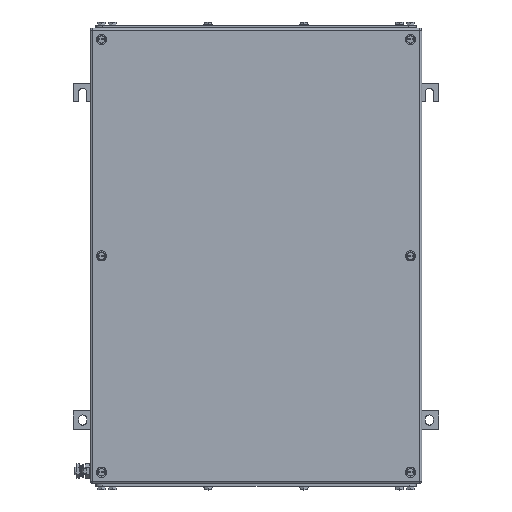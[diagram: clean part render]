
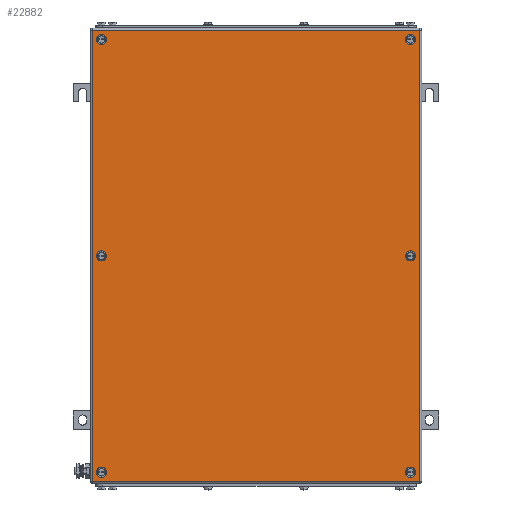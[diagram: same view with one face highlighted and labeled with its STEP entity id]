
A CAD part, top view. The second image highlights one B-rep face of the part: STEP entity #22882.
In plain terms, the highlighted planar face has unit normal (0, 0, 1).
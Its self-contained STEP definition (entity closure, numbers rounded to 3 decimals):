
#22720=AXIS2_PLACEMENT_3D('Circle Axis2P3D',#22718,#22719,$) ;
#22747=AXIS2_PLACEMENT_3D('Plane Axis2P3D',#22744,#22745,#22746) ;
#22785=AXIS2_PLACEMENT_3D('Circle Axis2P3D',#22783,#22784,$) ;
#22794=AXIS2_PLACEMENT_3D('Circle Axis2P3D',#22792,#22793,$) ;
#22803=AXIS2_PLACEMENT_3D('Circle Axis2P3D',#22801,#22802,$) ;
#22812=AXIS2_PLACEMENT_3D('Circle Axis2P3D',#22810,#22811,$) ;
#22821=AXIS2_PLACEMENT_3D('Circle Axis2P3D',#22819,#22820,$) ;
#22830=AXIS2_PLACEMENT_3D('Circle Axis2P3D',#22828,#22829,$) ;
#22839=AXIS2_PLACEMENT_3D('Circle Axis2P3D',#22837,#22838,$) ;
#22848=AXIS2_PLACEMENT_3D('Circle Axis2P3D',#22846,#22847,$) ;
#22857=AXIS2_PLACEMENT_3D('Circle Axis2P3D',#22855,#22856,$) ;
#22866=AXIS2_PLACEMENT_3D('Circle Axis2P3D',#22864,#22865,$) ;
#22875=AXIS2_PLACEMENT_3D('Circle Axis2P3D',#22873,#22874,$) ;
#22715=CARTESIAN_POINT('Vertex',(41.5,321.,203.5)) ;
#22718=CARTESIAN_POINT('Axis2P3D Location',(38.,321.,203.5)) ;
#22722=CARTESIAN_POINT('Vertex',(34.5,321.,203.5)) ;
#22744=CARTESIAN_POINT('Axis2P3D Location',(250.5,321.,203.5)) ;
#22749=CARTESIAN_POINT('Line Origine',(250.5,630.5,203.5)) ;
#22753=CARTESIAN_POINT('Vertex',(475.,630.5,203.5)) ;
#22755=CARTESIAN_POINT('Vertex',(26.,630.5,203.5)) ;
#22758=CARTESIAN_POINT('Line Origine',(26.,321.,203.5)) ;
#22762=CARTESIAN_POINT('Vertex',(26.,11.5,203.5)) ;
#22765=CARTESIAN_POINT('Line Origine',(250.5,11.5,203.5)) ;
#22769=CARTESIAN_POINT('Vertex',(475.,11.5,203.5)) ;
#22772=CARTESIAN_POINT('Line Origine',(475.,321.,203.5)) ;
#22783=CARTESIAN_POINT('Axis2P3D Location',(38.,321.,203.5)) ;
#22792=CARTESIAN_POINT('Axis2P3D Location',(463.,321.,203.5)) ;
#22796=CARTESIAN_POINT('Vertex',(466.5,321.,203.5)) ;
#22798=CARTESIAN_POINT('Vertex',(459.5,321.,203.5)) ;
#22801=CARTESIAN_POINT('Axis2P3D Location',(463.,321.,203.5)) ;
#22810=CARTESIAN_POINT('Axis2P3D Location',(38.,618.5,203.5)) ;
#22814=CARTESIAN_POINT('Vertex',(34.5,618.5,203.5)) ;
#22816=CARTESIAN_POINT('Vertex',(41.5,618.5,203.5)) ;
#22819=CARTESIAN_POINT('Axis2P3D Location',(38.,618.5,203.5)) ;
#22828=CARTESIAN_POINT('Axis2P3D Location',(38.,23.5,203.5)) ;
#22832=CARTESIAN_POINT('Vertex',(34.5,23.5,203.5)) ;
#22834=CARTESIAN_POINT('Vertex',(41.5,23.5,203.5)) ;
#22837=CARTESIAN_POINT('Axis2P3D Location',(38.,23.5,203.5)) ;
#22846=CARTESIAN_POINT('Axis2P3D Location',(463.,23.5,203.5)) ;
#22850=CARTESIAN_POINT('Vertex',(466.5,23.5,203.5)) ;
#22852=CARTESIAN_POINT('Vertex',(459.5,23.5,203.5)) ;
#22855=CARTESIAN_POINT('Axis2P3D Location',(463.,23.5,203.5)) ;
#22864=CARTESIAN_POINT('Axis2P3D Location',(463.,618.5,203.5)) ;
#22868=CARTESIAN_POINT('Vertex',(466.5,618.5,203.5)) ;
#22870=CARTESIAN_POINT('Vertex',(459.5,618.5,203.5)) ;
#22873=CARTESIAN_POINT('Axis2P3D Location',(463.,618.5,203.5)) ;
#22719=DIRECTION('Axis2P3D Direction',(0.,0.,1.)) ;
#22745=DIRECTION('Axis2P3D Direction',(0.,0.,1.)) ;
#22746=DIRECTION('Axis2P3D XDirection',(1.,0.,0.)) ;
#22750=DIRECTION('Vector Direction',(1.,0.,0.)) ;
#22759=DIRECTION('Vector Direction',(0.,-1.,0.)) ;
#22766=DIRECTION('Vector Direction',(1.,0.,0.)) ;
#22773=DIRECTION('Vector Direction',(0.,1.,0.)) ;
#22784=DIRECTION('Axis2P3D Direction',(0.,0.,1.)) ;
#22793=DIRECTION('Axis2P3D Direction',(0.,0.,1.)) ;
#22802=DIRECTION('Axis2P3D Direction',(0.,0.,1.)) ;
#22811=DIRECTION('Axis2P3D Direction',(0.,0.,1.)) ;
#22820=DIRECTION('Axis2P3D Direction',(0.,0.,1.)) ;
#22829=DIRECTION('Axis2P3D Direction',(0.,0.,1.)) ;
#22838=DIRECTION('Axis2P3D Direction',(0.,0.,1.)) ;
#22847=DIRECTION('Axis2P3D Direction',(0.,0.,1.)) ;
#22856=DIRECTION('Axis2P3D Direction',(0.,0.,1.)) ;
#22865=DIRECTION('Axis2P3D Direction',(0.,0.,1.)) ;
#22874=DIRECTION('Axis2P3D Direction',(0.,0.,1.)) ;
#22751=VECTOR('Line Direction',#22750,1.) ;
#22760=VECTOR('Line Direction',#22759,1.) ;
#22767=VECTOR('Line Direction',#22766,1.) ;
#22774=VECTOR('Line Direction',#22773,1.) ;
#22778=ORIENTED_EDGE('',*,*,#22757,.T.) ;
#22779=ORIENTED_EDGE('',*,*,#22764,.T.) ;
#22780=ORIENTED_EDGE('',*,*,#22771,.T.) ;
#22781=ORIENTED_EDGE('',*,*,#22776,.T.) ;
#22789=ORIENTED_EDGE('',*,*,#22787,.F.) ;
#22790=ORIENTED_EDGE('',*,*,#22724,.F.) ;
#22807=ORIENTED_EDGE('',*,*,#22800,.F.) ;
#22808=ORIENTED_EDGE('',*,*,#22805,.F.) ;
#22825=ORIENTED_EDGE('',*,*,#22818,.F.) ;
#22826=ORIENTED_EDGE('',*,*,#22823,.F.) ;
#22843=ORIENTED_EDGE('',*,*,#22836,.F.) ;
#22844=ORIENTED_EDGE('',*,*,#22841,.F.) ;
#22861=ORIENTED_EDGE('',*,*,#22854,.F.) ;
#22862=ORIENTED_EDGE('',*,*,#22859,.F.) ;
#22879=ORIENTED_EDGE('',*,*,#22872,.F.) ;
#22880=ORIENTED_EDGE('',*,*,#22877,.F.) ;
#22791=FACE_BOUND('',#22788,.T.) ;
#22809=FACE_BOUND('',#22806,.T.) ;
#22827=FACE_BOUND('',#22824,.T.) ;
#22845=FACE_BOUND('',#22842,.T.) ;
#22863=FACE_BOUND('',#22860,.T.) ;
#22881=FACE_BOUND('',#22878,.T.) ;
#22882=ADVANCED_FACE('ZUB_KTB_FS_624520_2GP_AllCATPart.2\\ZUB_DE_KTB_FS.1\\DE_KTB_MH_PART_MASTER.1\\Koerper.2',(#22782,#22791,#22809,#22827,#22845,#22863,#22881),#22748,.T.) ;
#22721=CIRCLE('generated circle',#22720,3.5) ;
#22786=CIRCLE('generated circle',#22785,3.5) ;
#22795=CIRCLE('generated circle',#22794,3.5) ;
#22804=CIRCLE('generated circle',#22803,3.5) ;
#22813=CIRCLE('generated circle',#22812,3.5) ;
#22822=CIRCLE('generated circle',#22821,3.5) ;
#22831=CIRCLE('generated circle',#22830,3.5) ;
#22840=CIRCLE('generated circle',#22839,3.5) ;
#22849=CIRCLE('generated circle',#22848,3.5) ;
#22858=CIRCLE('generated circle',#22857,3.5) ;
#22867=CIRCLE('generated circle',#22866,3.5) ;
#22876=CIRCLE('generated circle',#22875,3.5) ;
#22724=EDGE_CURVE('',#22716,#22723,#22721,.T.) ;
#22757=EDGE_CURVE('',#22754,#22756,#22752,.F.) ;
#22764=EDGE_CURVE('',#22756,#22763,#22761,.T.) ;
#22771=EDGE_CURVE('',#22763,#22770,#22768,.T.) ;
#22776=EDGE_CURVE('',#22770,#22754,#22775,.T.) ;
#22787=EDGE_CURVE('',#22723,#22716,#22786,.T.) ;
#22800=EDGE_CURVE('',#22797,#22799,#22795,.T.) ;
#22805=EDGE_CURVE('',#22799,#22797,#22804,.T.) ;
#22818=EDGE_CURVE('',#22815,#22817,#22813,.T.) ;
#22823=EDGE_CURVE('',#22817,#22815,#22822,.T.) ;
#22836=EDGE_CURVE('',#22833,#22835,#22831,.T.) ;
#22841=EDGE_CURVE('',#22835,#22833,#22840,.T.) ;
#22854=EDGE_CURVE('',#22851,#22853,#22849,.T.) ;
#22859=EDGE_CURVE('',#22853,#22851,#22858,.T.) ;
#22872=EDGE_CURVE('',#22869,#22871,#22867,.T.) ;
#22877=EDGE_CURVE('',#22871,#22869,#22876,.T.) ;
#22777=EDGE_LOOP('',(#22778,#22779,#22780,#22781)) ;
#22788=EDGE_LOOP('',(#22789,#22790)) ;
#22806=EDGE_LOOP('',(#22807,#22808)) ;
#22824=EDGE_LOOP('',(#22825,#22826)) ;
#22842=EDGE_LOOP('',(#22843,#22844)) ;
#22860=EDGE_LOOP('',(#22861,#22862)) ;
#22878=EDGE_LOOP('',(#22879,#22880)) ;
#22782=FACE_OUTER_BOUND('',#22777,.T.) ;
#22752=LINE('Line',#22749,#22751) ;
#22761=LINE('Line',#22758,#22760) ;
#22768=LINE('Line',#22765,#22767) ;
#22775=LINE('Line',#22772,#22774) ;
#22748=PLANE('',#22747) ;
#22716=VERTEX_POINT('',#22715) ;
#22723=VERTEX_POINT('',#22722) ;
#22754=VERTEX_POINT('',#22753) ;
#22756=VERTEX_POINT('',#22755) ;
#22763=VERTEX_POINT('',#22762) ;
#22770=VERTEX_POINT('',#22769) ;
#22797=VERTEX_POINT('',#22796) ;
#22799=VERTEX_POINT('',#22798) ;
#22815=VERTEX_POINT('',#22814) ;
#22817=VERTEX_POINT('',#22816) ;
#22833=VERTEX_POINT('',#22832) ;
#22835=VERTEX_POINT('',#22834) ;
#22851=VERTEX_POINT('',#22850) ;
#22853=VERTEX_POINT('',#22852) ;
#22869=VERTEX_POINT('',#22868) ;
#22871=VERTEX_POINT('',#22870) ;
